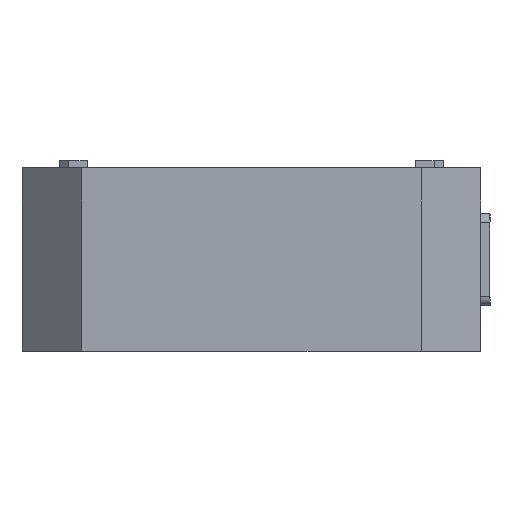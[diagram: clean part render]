
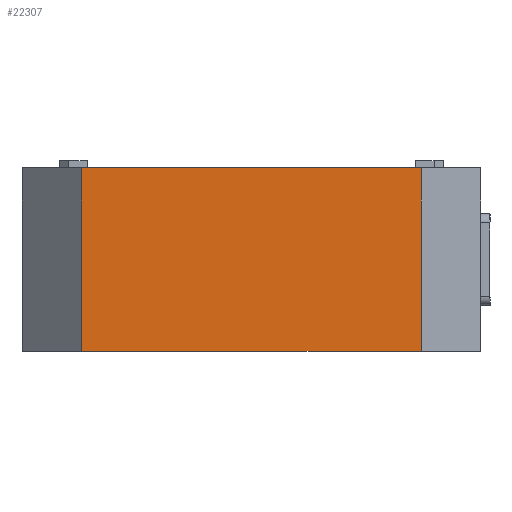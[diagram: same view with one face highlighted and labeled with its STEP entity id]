
A CAD part, front view. The second image highlights one B-rep face of the part: STEP entity #22307.
In plain terms, the highlighted planar face has unit normal (0, -1, 0).
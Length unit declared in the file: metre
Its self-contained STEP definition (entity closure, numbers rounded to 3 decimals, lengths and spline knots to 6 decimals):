
#2630 = CARTESIAN_POINT('NONE', (0.023495, -0.0508, -0));
#2631 = VERTEX_POINT('NONE', #2630);
#2632 = CARTESIAN_POINT('NONE', (0.023495, -0.0508, 0.0254));
#2633 = VERTEX_POINT('NONE', #2632);
#2642 = CARTESIAN_POINT('NONE', (-0.023495, -0.0508, 0.0254));
#2643 = VERTEX_POINT('NONE', #2642);
#2644 = CARTESIAN_POINT('NONE', (-0.023495, -0.0508, -0));
#2645 = VERTEX_POINT('NONE', #2644);
#10628 = DIRECTION('NONE', (0, 0, 1));
#10629 = VECTOR('NONE', #10628, 1);
#10630 = CARTESIAN_POINT('NONE', (0.023495, -0.0508, -0));
#10631 = LINE('NONE', #10630, #10629);
#10660 = DIRECTION('NONE', (0, 0, -1));
#10661 = VECTOR('NONE', #10660, 1);
#10662 = CARTESIAN_POINT('NONE', (-0.023495, -0.0508, 0.0254));
#10663 = LINE('NONE', #10662, #10661);
#10668 = DIRECTION('NONE', (1, 0, 0));
#10669 = VECTOR('NONE', #10668, 1);
#10670 = CARTESIAN_POINT('NONE', (-0.023495, -0.0508, -0));
#10671 = LINE('NONE', #10670, #10669);
#10672 = DIRECTION('NONE', (-1, 0, 0));
#10673 = VECTOR('NONE', #10672, 1);
#10674 = CARTESIAN_POINT('NONE', (0.023495, -0.0508, 0.0254));
#10675 = LINE('NONE', #10674, #10673);
#12870 = EDGE_CURVE('NONE', #2631, #2633, #10631, .T.);
#12878 = EDGE_CURVE('NONE', #2643, #2645, #10663, .T.);
#12880 = EDGE_CURVE('NONE', #2645, #2631, #10671, .T.);
#12881 = EDGE_CURVE('NONE', #2633, #2643, #10675, .T.);
#15641 = CARTESIAN_POINT('NONE', (0, -0.0508, 0.0127));
#15642 = DIRECTION('NONE', (0, -1, 0));
#15643 = AXIS2_PLACEMENT_3D('NONE', #15641, #15642, $);
#15644 = PLANE('NONE', #15643);
#22301 = ORIENTED_EDGE('NONE', *, *, #12880, .T.);
#22302 = ORIENTED_EDGE('NONE', *, *, #12870, .T.);
#22303 = ORIENTED_EDGE('NONE', *, *, #12881, .T.);
#22304 = ORIENTED_EDGE('NONE', *, *, #12878, .T.);
#22305 = EDGE_LOOP('NONE', (#22301, #22302, #22303, #22304));
#22306 = FACE_BOUND('NONE', #22305, .T.);
#22307 = ADVANCED_FACE('NONE', (#22306), #15644, .T.);
